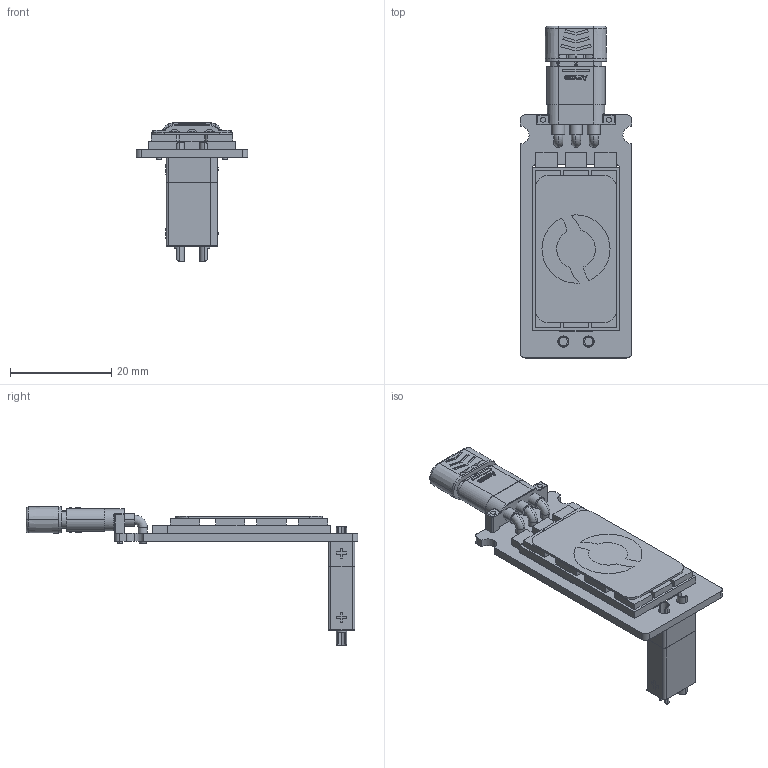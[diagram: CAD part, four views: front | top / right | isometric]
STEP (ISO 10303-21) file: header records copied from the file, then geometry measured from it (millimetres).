
FILE_DESCRIPTION (( 'STEP AP214' ), '1' );
FILE_NAME ('BESC_EXPANTION_BOARD.STEP', '2023-07-24T20:40:01', ( '' ), ( '' ), 'SwSTEP 2.0', 'SolidWorks 2023', '' );
FILE_SCHEMA (( 'AUTOMOTIVE_DESIGN' ));
Length unit declared in the file: millimetre
Products named in the file (7): Amass MR30PW-FB_default; XT30_MALE_NEW; MR30_Femail; BESC30-R3; BESC EXPANTION BOARD PCB; XT30 MALE; BESC_EXPANTION_BOARD
Assembly tree (6 placements, depth 2):
  BESC_EXPANTION_BOARD
    BESC30-R3
    BESC EXPANTION BOARD PCB
    XT30 MALE
    Amass MR30PW-FB_default
    XT30_MALE_NEW
    MR30_Femail
Bounding box: 22 x 65.5 x 27.35 mm (x, y, z)
Volume: 3876.6 mm3; surface area: 9304.9 mm2
Topology: 28 solids, 28 shells, 1146 faces, 2890 edges, 1827 vertices
Faces by surface type: plane 559, cylinder 353, bspline 133, sphere 44, torus 32, cone 25
Entity records: 42356 total; most frequent: CARTESIAN_POINT 15041, ORIENTED_EDGE 5688, DIRECTION 5338, EDGE_CURVE 2844, VERTEX_POINT 1827, AXIS2_PLACEMENT_3D 1815, LINE 1708, VECTOR 1708
